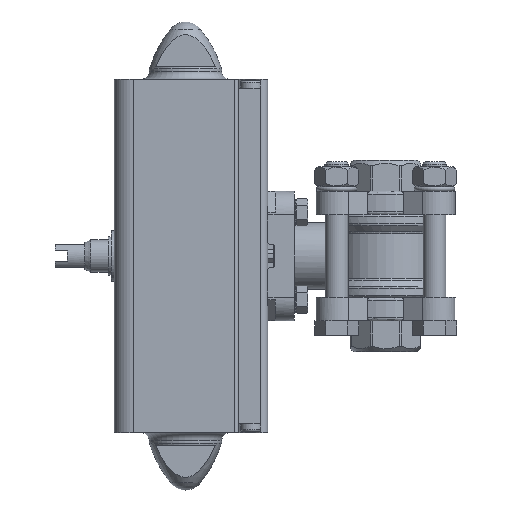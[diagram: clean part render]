
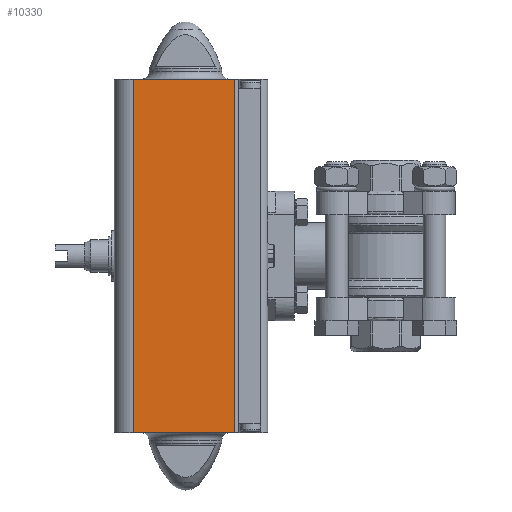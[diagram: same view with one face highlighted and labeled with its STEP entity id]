
A CAD part, left-side view. The second image highlights one B-rep face of the part: STEP entity #10330.
In plain terms, the highlighted planar face has unit normal (-1, 0, 0).
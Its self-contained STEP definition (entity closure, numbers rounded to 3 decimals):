
#2929=ORIENTED_EDGE('',*,*,#4818,.T.);
#2930=ORIENTED_EDGE('',*,*,#4819,.F.);
#2931=ORIENTED_EDGE('',*,*,#4820,.F.);
#2932=ORIENTED_EDGE('',*,*,#4821,.T.);
#4818=EDGE_CURVE('',#5929,#5930,#6744,.T.);
#4819=EDGE_CURVE('',#5931,#5930,#6745,.T.);
#4820=EDGE_CURVE('',#5932,#5931,#6746,.T.);
#4821=EDGE_CURVE('',#5932,#5929,#6747,.T.);
#5929=VERTEX_POINT('',#17632);
#5930=VERTEX_POINT('',#17633);
#5931=VERTEX_POINT('',#17635);
#5932=VERTEX_POINT('',#17637);
#6744=LINE('',#17631,#7535);
#6745=LINE('',#17634,#7536);
#6746=LINE('',#17636,#7537);
#6747=LINE('',#17638,#7538);
#7535=VECTOR('',#13715,1000.);
#7536=VECTOR('',#13716,1000.);
#7537=VECTOR('',#13717,1000.);
#7538=VECTOR('',#13718,1000.);
#8354=EDGE_LOOP('',(#2929,#2930,#2931,#2932));
#9217=FACE_BOUND('',#8354,.T.);
#9791=PLANE('',#11370);
#10330=ADVANCED_FACE('',(#9217),#9791,.F.);
#11370=AXIS2_PLACEMENT_3D('',#17630,#13713,#13714);
#13713=DIRECTION('',(1.,0.,0.));
#13714=DIRECTION('',(0.,0.,-1.));
#13715=DIRECTION('',(0.,-1.,0.));
#13716=DIRECTION('',(0.,0.,-1.));
#13717=DIRECTION('',(0.,-1.,0.));
#13718=DIRECTION('',(0.,0.,-1.));
#17630=CARTESIAN_POINT('',(-24.2,17.7,60.));
#17631=CARTESIAN_POINT('',(-24.2,17.7,-60.));
#17632=CARTESIAN_POINT('',(-24.2,17.7,-60.));
#17633=CARTESIAN_POINT('',(-24.2,-16.8,-60.));
#17634=CARTESIAN_POINT('',(-24.2,-16.8,60.));
#17635=CARTESIAN_POINT('',(-24.2,-16.8,60.));
#17636=CARTESIAN_POINT('',(-24.2,17.7,60.));
#17637=CARTESIAN_POINT('',(-24.2,17.7,60.));
#17638=CARTESIAN_POINT('',(-24.2,17.7,60.));
